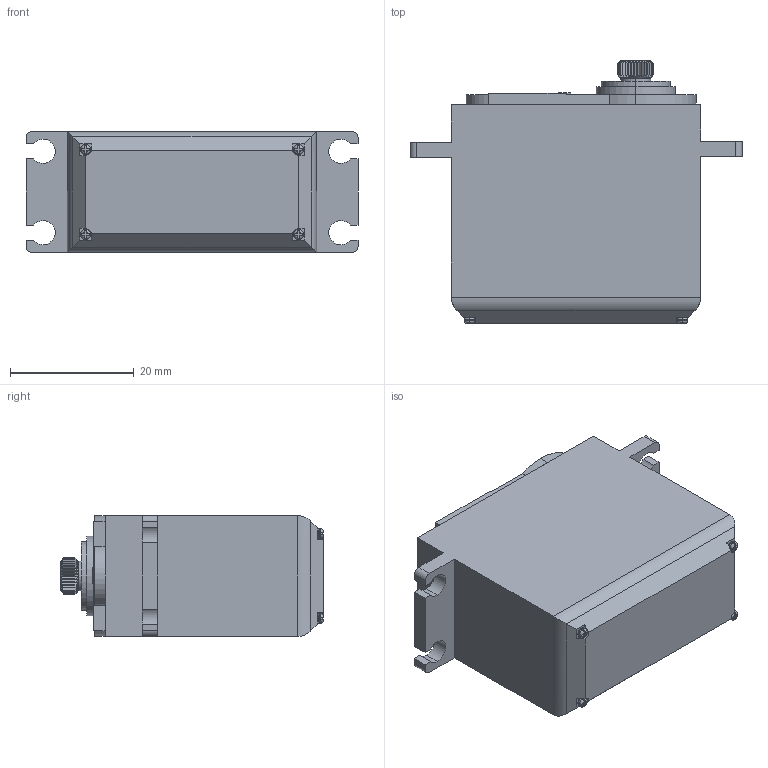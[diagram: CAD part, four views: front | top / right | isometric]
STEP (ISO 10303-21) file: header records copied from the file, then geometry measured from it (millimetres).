
FILE_DESCRIPTION (( 'STEP AP214' ), '1' );
FILE_NAME ('Standard Servo.STEP', '2021-07-23T19:55:45', ( '' ), ( '' ), 'SwSTEP 2.0', 'SolidWorks 2020', '' );
FILE_SCHEMA (( 'AUTOMOTIVE_DESIGN' ));
Length unit declared in the file: millimetre
Products named in the file (1): Standard Servo
Bounding box: 53.74 x 42.6 x 19.57 mm (x, y, z)
Volume: 29188.9 mm3; surface area: 6654.3 mm2
Topology: 1 solids, 1 shells, 414 faces, 1167 edges, 769 vertices
Faces by surface type: plane 235, cylinder 91, cone 72, torus 16
Entity records: 18262 total; most frequent: CARTESIAN_POINT 3073, ORIENTED_EDGE 2334, DIRECTION 2112, EDGE_CURVE 1167, VERTEX_POINT 769, AXIS2_PLACEMENT_3D 736, LINE 640, VECTOR 640
